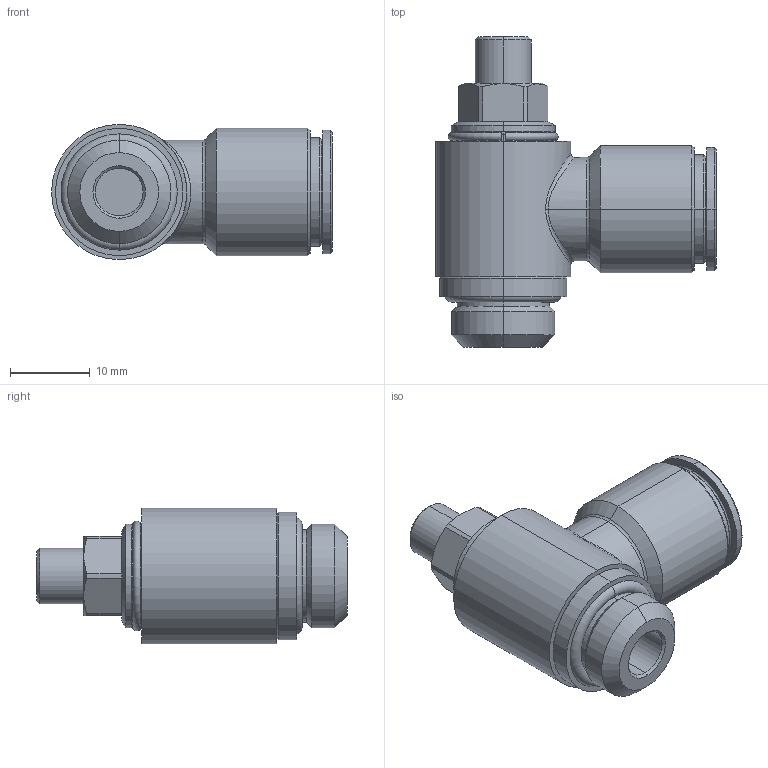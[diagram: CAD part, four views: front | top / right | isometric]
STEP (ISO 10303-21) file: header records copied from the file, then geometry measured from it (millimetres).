
FILE_DESCRIPTION (( 'STEP AP203' ), '1' );
FILE_NAME ('X4080V52.STEP', '2011-10-25T13:55:24', ( 'SP' ), ( 'sopra-pneumatic' ), 'SwSTEP 2.0', 'SolidWorks 2011', '' );
FILE_SCHEMA (( 'CONFIG_CONTROL_DESIGN' ));
Length unit declared in the file: millimetre
Products named in the file (1): X4080V52
Bounding box: 35.3 x 39.01 x 17 mm (x, y, z)
Volume: 7918.8 mm3; surface area: 3994.5 mm2
Topology: 1 solids, 3 shells, 119 faces, 252 edges, 149 vertices
Faces by surface type: cylinder 41, plane 41, cone 26, torus 9, bspline 2
Entity records: 3790 total; most frequent: CARTESIAN_POINT 1134, DIRECTION 583, ORIENTED_EDGE 500, EDGE_CURVE 250, AXIS2_PLACEMENT_3D 242, VERTEX_POINT 149, EDGE_LOOP 131, CIRCLE 124
